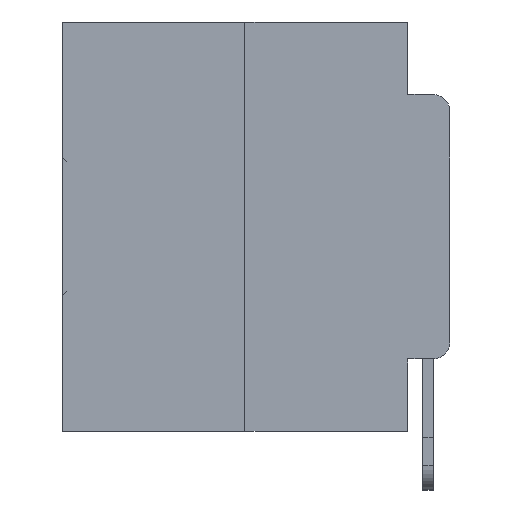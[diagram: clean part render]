
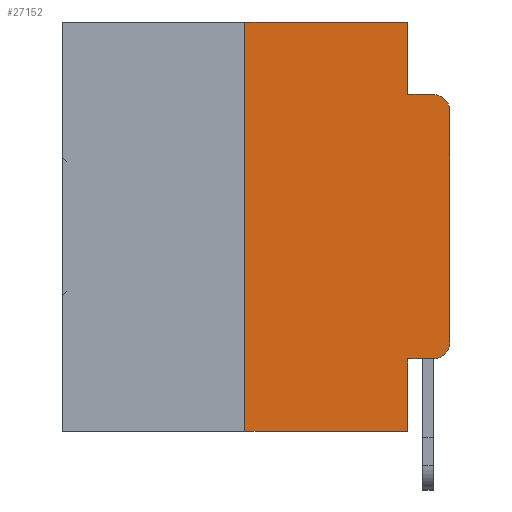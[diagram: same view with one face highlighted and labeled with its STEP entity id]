
A CAD part, left-side view. The second image highlights one B-rep face of the part: STEP entity #27152.
In plain terms, the highlighted planar face has unit normal (-1, 0, 0).
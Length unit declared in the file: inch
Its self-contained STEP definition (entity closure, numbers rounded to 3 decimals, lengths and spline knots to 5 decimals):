
#1496 = ORIENTED_EDGE ( 'NONE', *, *, #10638, .T. ) ;
#1752 = EDGE_CURVE ( 'NONE', #2060, #23220, #10139, .T. ) ;
#2060 = VERTEX_POINT ( 'NONE', #23541 ) ;
#2132 = VERTEX_POINT ( 'NONE', #28784 ) ;
#2859 = PLANE ( 'NONE',  #18951 ) ;
#2918 = CARTESIAN_POINT ( 'NONE',  ( 0., 0.25, 0. ) ) ;
#4069 = LINE ( 'NONE', #8664, #29398 ) ;
#4243 = LINE ( 'NONE', #10933, #23290 ) ;
#4317 = DIRECTION ( 'NONE',  ( 0., 0., 1. ) ) ;
#4517 = DIRECTION ( 'NONE',  ( -1., 0., 0. ) ) ;
#4583 = FACE_OUTER_BOUND ( 'NONE', #29672, .T. ) ;
#4912 = CARTESIAN_POINT ( 'NONE',  ( 0., 0., -0.3915 ) ) ;
#5182 = DIRECTION ( 'NONE',  ( -1., 0., 0. ) ) ;
#5596 = DIRECTION ( 'NONE',  ( 0., 0., -1. ) ) ;
#6868 = VERTEX_POINT ( 'NONE', #16414 ) ;
#6963 = CARTESIAN_POINT ( 'NONE',  ( 0., 0.25, 0. ) ) ;
#8344 = AXIS2_PLACEMENT_3D ( 'NONE', #19546, #4517, #21927 ) ;
#8646 = CARTESIAN_POINT ( 'NONE',  ( 0., 0.051, 0. ) ) ;
#8664 = CARTESIAN_POINT ( 'NONE',  ( 0., 0.473, 0. ) ) ;
#10060 = VECTOR ( 'NONE', #4317, 39.37008 ) ;
#10139 = LINE ( 'NONE', #14810, #28508 ) ;
#10525 = ORIENTED_EDGE ( 'NONE', *, *, #20982, .F. ) ;
#10638 = EDGE_CURVE ( 'NONE', #22097, #23220, #31170, .T. ) ;
#10933 = CARTESIAN_POINT ( 'NONE',  ( 0., 0.473, -0.5 ) ) ;
#11149 = DIRECTION ( 'NONE',  ( 0., 0., -1. ) ) ;
#11176 = DIRECTION ( 'NONE',  ( 0., -1., 0. ) ) ;
#11296 = ORIENTED_EDGE ( 'NONE', *, *, #18784, .T. ) ;
#12018 = ORIENTED_EDGE ( 'NONE', *, *, #12929, .F. ) ;
#12291 = CARTESIAN_POINT ( 'NONE',  ( 0., 0.051, 0. ) ) ;
#12334 = DIRECTION ( 'NONE',  ( 0., -1., 0. ) ) ;
#12929 = EDGE_CURVE ( 'NONE', #2132, #13397, #24214, .T. ) ;
#13397 = VERTEX_POINT ( 'NONE', #30797 ) ;
#13402 = DIRECTION ( 'NONE',  ( 0., -1., 0. ) ) ;
#13531 = EDGE_CURVE ( 'NONE', #6868, #21161, #21190, .T. ) ;
#14095 = CARTESIAN_POINT ( 'NONE',  ( 0., 0.25, -0.5 ) ) ;
#14810 = CARTESIAN_POINT ( 'NONE',  ( 0., 0.051, -0.0885 ) ) ;
#16240 = EDGE_CURVE ( 'NONE', #20392, #13397, #4243, .T. ) ;
#16344 = VECTOR ( 'NONE', #31446, 39.37008 ) ;
#16414 = CARTESIAN_POINT ( 'NONE',  ( 0., 0.02, -0.4115 ) ) ;
#16588 = LINE ( 'NONE', #6963, #10060 ) ;
#17869 = VECTOR ( 'NONE', #19584, 39.37008 ) ;
#18014 = ORIENTED_EDGE ( 'NONE', *, *, #16240, .T. ) ;
#18784 = EDGE_CURVE ( 'NONE', #21161, #22097, #22674, .T. ) ;
#18951 = AXIS2_PLACEMENT_3D ( 'NONE', #20369, #20478, #5596 ) ;
#19037 = ORIENTED_EDGE ( 'NONE', *, *, #23159, .T. ) ;
#19546 = CARTESIAN_POINT ( 'NONE',  ( 0., 0.02, -0.3915 ) ) ;
#19584 = DIRECTION ( 'NONE',  ( 0., 0., -1. ) ) ;
#19696 = CARTESIAN_POINT ( 'NONE',  ( 0., 0., 0. ) ) ;
#19753 = VERTEX_POINT ( 'NONE', #26133 ) ;
#20117 = CARTESIAN_POINT ( 'NONE',  ( 0., 0.02, -0.1085 ) ) ;
#20364 = DIRECTION ( 'NONE',  ( 0., -1., 0. ) ) ;
#20369 = CARTESIAN_POINT ( 'NONE',  ( 0., 0.473, 0. ) ) ;
#20392 = VERTEX_POINT ( 'NONE', #14095 ) ;
#20478 = DIRECTION ( 'NONE',  ( 1., 0., 0. ) ) ;
#20982 = EDGE_CURVE ( 'NONE', #20392, #24526, #16588, .T. ) ;
#21161 = VERTEX_POINT ( 'NONE', #4912 ) ;
#21190 = CIRCLE ( 'NONE', #8344, 0.02 ) ;
#21885 = ORIENTED_EDGE ( 'NONE', *, *, #22560, .F. ) ;
#21927 = DIRECTION ( 'NONE',  ( 0., 0., -1. ) ) ;
#22097 = VERTEX_POINT ( 'NONE', #24154 ) ;
#22182 = VECTOR ( 'NONE', #11149, 39.37008 ) ;
#22470 = DIRECTION ( 'NONE',  ( 0., 0., -1. ) ) ;
#22560 = EDGE_CURVE ( 'NONE', #19753, #2060, #22934, .T. ) ;
#22674 = LINE ( 'NONE', #19696, #16344 ) ;
#22934 = LINE ( 'NONE', #8646, #22182 ) ;
#23159 = EDGE_CURVE ( 'NONE', #2132, #6868, #25531, .T. ) ;
#23220 = VERTEX_POINT ( 'NONE', #29921 ) ;
#23290 = VECTOR ( 'NONE', #13402, 39.37008 ) ;
#23541 = CARTESIAN_POINT ( 'NONE',  ( 0., 0.051, -0.0885 ) ) ;
#24154 = CARTESIAN_POINT ( 'NONE',  ( 0., 0., -0.1085 ) ) ;
#24214 = LINE ( 'NONE', #12291, #17869 ) ;
#24526 = VERTEX_POINT ( 'NONE', #2918 ) ;
#24708 = ORIENTED_EDGE ( 'NONE', *, *, #28354, .F. ) ;
#24800 = ORIENTED_EDGE ( 'NONE', *, *, #13531, .T. ) ;
#25531 = LINE ( 'NONE', #29714, #30992 ) ;
#26133 = CARTESIAN_POINT ( 'NONE',  ( 0., 0.051, 0. ) ) ;
#27009 = ORIENTED_EDGE ( 'NONE', *, *, #1752, .F. ) ;
#27152 = ADVANCED_FACE ( 'NONE', ( #4583 ), #2859, .F. ) ;
#28354 = EDGE_CURVE ( 'NONE', #24526, #19753, #4069, .T. ) ;
#28508 = VECTOR ( 'NONE', #12334, 39.37008 ) ;
#28784 = CARTESIAN_POINT ( 'NONE',  ( 0., 0.051, -0.4115 ) ) ;
#29398 = VECTOR ( 'NONE', #11176, 39.37008 ) ;
#29672 = EDGE_LOOP ( 'NONE', ( #11296, #1496, #27009, #21885, #24708, #10525, #18014, #12018, #19037, #24800 ) ) ;
#29714 = CARTESIAN_POINT ( 'NONE',  ( 0., 0.051, -0.4115 ) ) ;
#29921 = CARTESIAN_POINT ( 'NONE',  ( 0., 0.02, -0.0885 ) ) ;
#30797 = CARTESIAN_POINT ( 'NONE',  ( 0., 0.051, -0.5 ) ) ;
#30992 = VECTOR ( 'NONE', #20364, 39.37008 ) ;
#31170 = CIRCLE ( 'NONE', #31411, 0.02 ) ;
#31411 = AXIS2_PLACEMENT_3D ( 'NONE', #20117, #5182, #22470 ) ;
#31446 = DIRECTION ( 'NONE',  ( 0., 0., 1. ) ) ;
